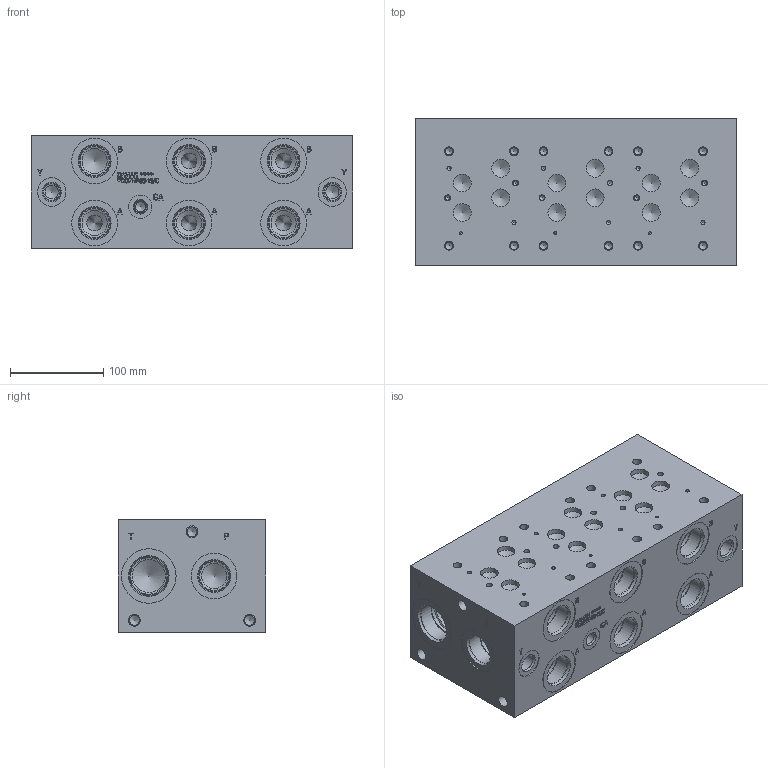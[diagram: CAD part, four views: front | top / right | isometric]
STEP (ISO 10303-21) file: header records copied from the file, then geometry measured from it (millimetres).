
FILE_DESCRIPTION(/* description */ (''),/* implementation_level */ '2;1');
FILE_NAME(/* name */ '_D07HP034S_C.stp',/* time_stamp */ '2021-07-27T11:02:46-04:00',/* author */ ('anthonyv'),/* organization */ (''),/* preprocessor_version */ 'ST-DEVELOPER v18.1',/* originating_system */ 'Autodesk Inventor 2021',/* authorisation */ '');
FILE_SCHEMA (('AUTOMOTIVE_DESIGN { 1 0 10303 214 3 1 1 }'));
Length unit declared in the file: millimetre
Products named in the file (1): _D07HP034S_C
Bounding box: 346.05 x 158.75 x 120.65 mm (x, y, z)
Volume: 6160872 mm3; surface area: 303324.5 mm2
Topology: 1 solids, 1 shells, 883 faces, 2398 edges, 1624 vertices
Faces by surface type: plane 452, bspline 171, cylinder 146, cone 114
Full cylindrical faces by diameter (mm): 3.175 x3, 4.343 x6, 5.105 x6, 6.35 x6, 7.925 x12, 9.525 x12, 10.719 x7, 12.7 x6, 12.9 x1, 14.275 x3, 14.529 x1, 17.501 x2, 19.05 x15, 19.253 x2, 25.019 x1, 27 x8, 28.62 x1, 30.632 x2, 31.267 x8, 31.344 x1, 33.34 x3, 33.35 x6, 33.71 x1, 33.757 x8, 35.509 x6, 35.712 x2, 39.218 x2, 41.275 x1, 41.28 x1, 41.758 x1
Entity records: 29177 total; most frequent: CARTESIAN_POINT 7070, ORIENTED_EDGE 4678, DIRECTION 3960, EDGE_CURVE 2339, VERTEX_POINT 1624, LINE 1460, VECTOR 1460, AXIS2_PLACEMENT_3D 1250
